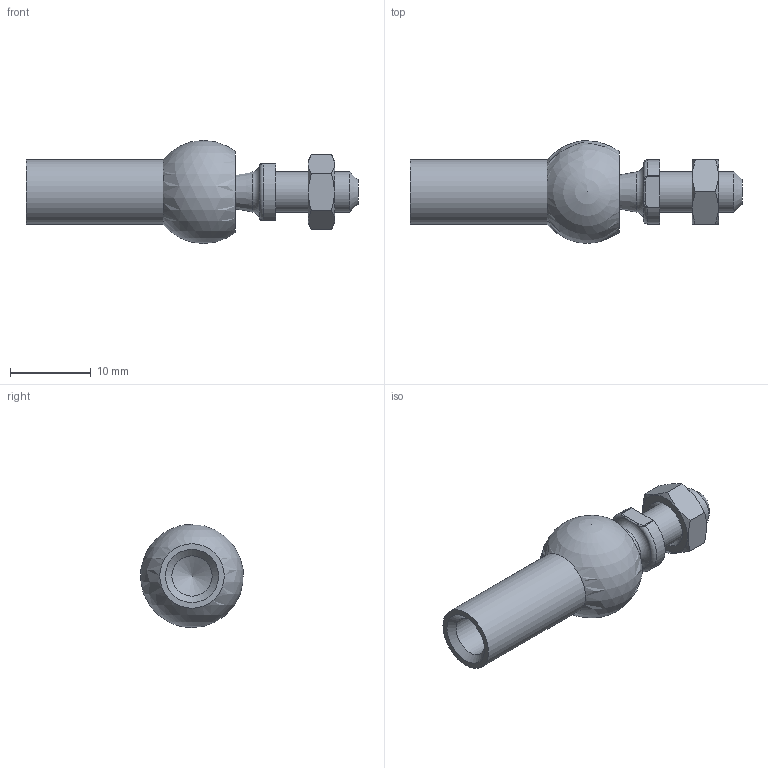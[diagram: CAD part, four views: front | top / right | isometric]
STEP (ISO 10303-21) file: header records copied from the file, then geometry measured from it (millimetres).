
FILE_DESCRIPTION (( 'STEP AP214' ), '1' );
FILE_NAME ('75.02.01.0001.step', '2021-04-02T17:59:42', ( '' ), ( '' ), 'SwSTEP 2.0', 'SolidWorks 2021', '' );
FILE_SCHEMA (( 'AUTOMOTIVE_DESIGN' ));
Length unit declared in the file: millimetre
Products named in the file (1): 75.02.01.0001
Bounding box: 41.2 x 12.71 x 12.8 mm (x, y, z)
Volume: 1954.1 mm3; surface area: 2053.6 mm2
Topology: 4 solids, 4 shells, 54 faces, 117 edges, 74 vertices
Faces by surface type: plane 18, cylinder 13, cone 9, bspline 6, torus 5, sphere 3
Full cylindrical faces by diameter (mm): 5 x3, 8 x1, 8.616 x2, 9.616 x1
Entity records: 1561 total; most frequent: CARTESIAN_POINT 505, DIRECTION 204, ORIENTED_EDGE 170, AXIS2_PLACEMENT_3D 94, EDGE_CURVE 85, EDGE_LOOP 80, FACE_OUTER_BOUND 64, VERTEX_POINT 63
